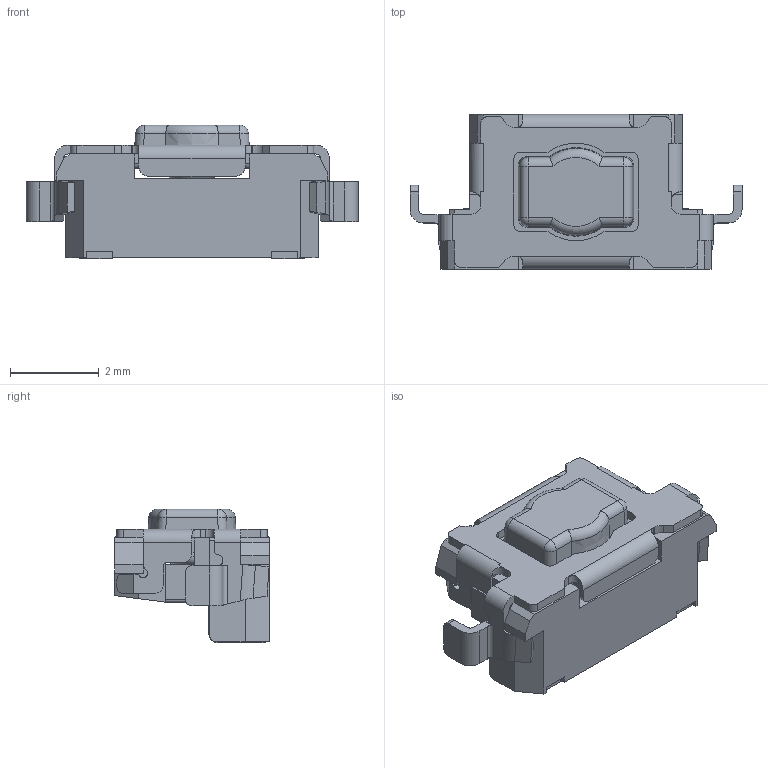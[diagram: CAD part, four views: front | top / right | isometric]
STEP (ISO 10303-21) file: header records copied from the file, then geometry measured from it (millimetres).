
FILE_DESCRIPTION(/* description */ (''),/* implementation_level */ '2;1');
FILE_NAME(/* name */ 'TL4100AFxxxQL.stp',/* time_stamp */ '2024-08-19T13:21:47-05:00',/* author */ ('jsteinblock'),/* organization */ (''),/* preprocessor_version */ 'ST-DEVELOPER v18.1',/* originating_system */ 'Autodesk Inventor 2022',/* authorisation */ '');
FILE_SCHEMA (('AUTOMOTIVE_DESIGN { 1 0 10303 214 3 1 1 }'));
Length unit declared in the file: inch
Products named in the file (1): TL4100AFxxxQL
Bounding box: 7.5 x 3.5 x 3.02 mm (x, y, z)
Volume: 30.1 mm3; surface area: 163.7 mm2
Topology: 1 solids, 1 shells, 492 faces, 1386 edges, 892 vertices
Faces by surface type: plane 347, cylinder 132, sphere 4, bspline 4, torus 3, cone 2
Full cylindrical faces by diameter (mm): 1.1 x1
Entity records: 16015 total; most frequent: CARTESIAN_POINT 3018, ORIENTED_EDGE 2772, DIRECTION 2663, EDGE_CURVE 1386, LINE 1055, VECTOR 1055, VERTEX_POINT 892, AXIS2_PLACEMENT_3D 804
